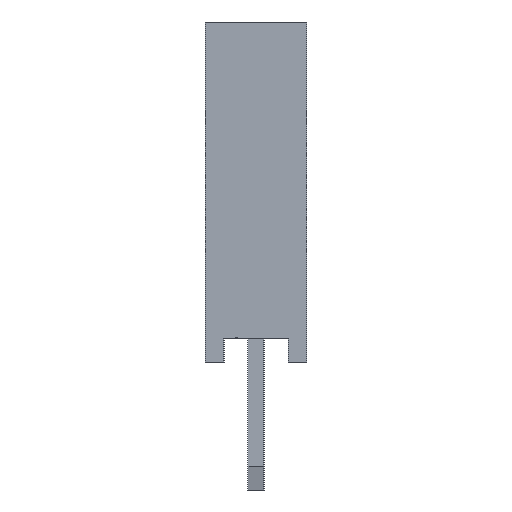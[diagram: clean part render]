
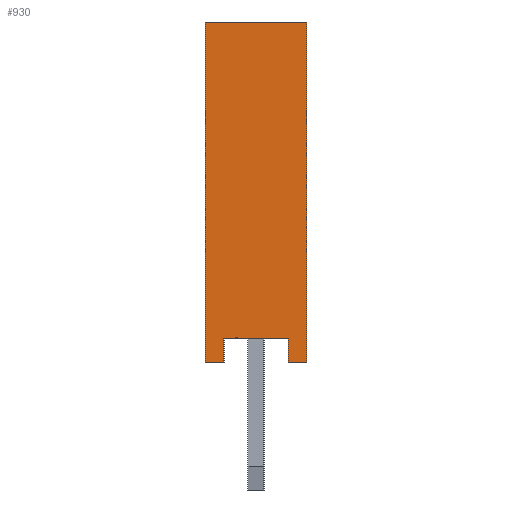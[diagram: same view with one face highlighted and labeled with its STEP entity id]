
A CAD part, left-side view. The second image highlights one B-rep face of the part: STEP entity #930.
In plain terms, the highlighted planar face has unit normal (-1, 0, 0).
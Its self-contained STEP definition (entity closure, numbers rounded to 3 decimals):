
#51 = VECTOR ( 'NONE', #19718, 1000. ) ;
#83 = CARTESIAN_POINT ( 'NONE',  ( -1.27, 0.47, 0. ) ) ;
#516 = CARTESIAN_POINT ( 'NONE',  ( -1.27, 2.07, 0. ) ) ;
#930 = ADVANCED_FACE ( 'NONE', ( #10509 ), #11048, .F. ) ;
#1036 = LINE ( 'NONE', #10564, #51 ) ;
#1381 = EDGE_LOOP ( 'NONE', ( #7305, #18179, #7370, #10492, #20072, #2840, #18021, #11746 ) ) ;
#1727 = DIRECTION ( 'NONE',  ( 0., 0., -1. ) ) ;
#1861 = EDGE_CURVE ( 'NONE', #18420, #15714, #4365, .T. ) ;
#1951 = LINE ( 'NONE', #7947, #2679 ) ;
#2527 = VECTOR ( 'NONE', #19185, 1000. ) ;
#2679 = VECTOR ( 'NONE', #12580, 1000. ) ;
#2754 = CARTESIAN_POINT ( 'NONE',  ( -1.27, 2.07, 0.6 ) ) ;
#2840 = ORIENTED_EDGE ( 'NONE', *, *, #18472, .F. ) ;
#3051 = CARTESIAN_POINT ( 'NONE',  ( -1.27, 2.54, 8.5 ) ) ;
#3408 = CARTESIAN_POINT ( 'NONE',  ( -1.27, 2.54, 8.5 ) ) ;
#3673 = DIRECTION ( 'NONE',  ( 0., 0., -1. ) ) ;
#3888 = VERTEX_POINT ( 'NONE', #2754 ) ;
#4090 = VECTOR ( 'NONE', #10916, 1000. ) ;
#4365 = LINE ( 'NONE', #3051, #4090 ) ;
#5563 = VERTEX_POINT ( 'NONE', #516 ) ;
#5896 = CARTESIAN_POINT ( 'NONE',  ( -1.27, 0., 0. ) ) ;
#6066 = VERTEX_POINT ( 'NONE', #11173 ) ;
#6237 = AXIS2_PLACEMENT_3D ( 'NONE', #18658, #17257, #1727 ) ;
#6401 = CARTESIAN_POINT ( 'NONE',  ( -1.27, 2.07, 0.6 ) ) ;
#6477 = VECTOR ( 'NONE', #3673, 1000. ) ;
#7269 = VERTEX_POINT ( 'NONE', #17102 ) ;
#7305 = ORIENTED_EDGE ( 'NONE', *, *, #16196, .T. ) ;
#7312 = EDGE_CURVE ( 'NONE', #3888, #5563, #17283, .T. ) ;
#7349 = VECTOR ( 'NONE', #18851, 1000. ) ;
#7370 = ORIENTED_EDGE ( 'NONE', *, *, #9191, .F. ) ;
#7944 = CARTESIAN_POINT ( 'NONE',  ( -1.27, 2.54, 0. ) ) ;
#7947 = CARTESIAN_POINT ( 'NONE',  ( -1.27, 0., 8.5 ) ) ;
#9191 = EDGE_CURVE ( 'NONE', #6066, #3888, #15661, .T. ) ;
#10492 = ORIENTED_EDGE ( 'NONE', *, *, #10941, .F. ) ;
#10509 = FACE_OUTER_BOUND ( 'NONE', #1381, .T. ) ;
#10564 = CARTESIAN_POINT ( 'NONE',  ( -1.27, 2.54, 0. ) ) ;
#10916 = DIRECTION ( 'NONE',  ( 0., -1., 0. ) ) ;
#10941 = EDGE_CURVE ( 'NONE', #12623, #6066, #13502, .T. ) ;
#11048 = PLANE ( 'NONE',  #6237 ) ;
#11173 = CARTESIAN_POINT ( 'NONE',  ( -1.27, 0.47, 0.6 ) ) ;
#11746 = ORIENTED_EDGE ( 'NONE', *, *, #19801, .T. ) ;
#12580 = DIRECTION ( 'NONE',  ( 0., 0., -1. ) ) ;
#12623 = VERTEX_POINT ( 'NONE', #83 ) ;
#13133 = VERTEX_POINT ( 'NONE', #5896 ) ;
#13502 = LINE ( 'NONE', #19304, #2527 ) ;
#14047 = DIRECTION ( 'NONE',  ( 0., 0., -1. ) ) ;
#14388 = VECTOR ( 'NONE', #14047, 1000. ) ;
#15268 = LINE ( 'NONE', #3408, #6477 ) ;
#15543 = VECTOR ( 'NONE', #18554, 1000. ) ;
#15661 = LINE ( 'NONE', #16077, #7349 ) ;
#15714 = VERTEX_POINT ( 'NONE', #17323 ) ;
#16077 = CARTESIAN_POINT ( 'NONE',  ( -1.27, 0.47, 0.6 ) ) ;
#16196 = EDGE_CURVE ( 'NONE', #7269, #5563, #1036, .T. ) ;
#17102 = CARTESIAN_POINT ( 'NONE',  ( -1.27, 2.54, 0. ) ) ;
#17257 = DIRECTION ( 'NONE',  ( 1., 0., 0. ) ) ;
#17283 = LINE ( 'NONE', #6401, #14388 ) ;
#17323 = CARTESIAN_POINT ( 'NONE',  ( -1.27, 0., 8.5 ) ) ;
#18021 = ORIENTED_EDGE ( 'NONE', *, *, #1861, .F. ) ;
#18179 = ORIENTED_EDGE ( 'NONE', *, *, #7312, .F. ) ;
#18420 = VERTEX_POINT ( 'NONE', #19750 ) ;
#18472 = EDGE_CURVE ( 'NONE', #15714, #13133, #1951, .T. ) ;
#18554 = DIRECTION ( 'NONE',  ( 0., -1., 0. ) ) ;
#18658 = CARTESIAN_POINT ( 'NONE',  ( -1.27, 2.54, 8.5 ) ) ;
#18851 = DIRECTION ( 'NONE',  ( 0., 1., 0. ) ) ;
#19185 = DIRECTION ( 'NONE',  ( 0., 0., 1. ) ) ;
#19304 = CARTESIAN_POINT ( 'NONE',  ( -1.27, 0.47, 0.6 ) ) ;
#19591 = EDGE_CURVE ( 'NONE', #12623, #13133, #19632, .T. ) ;
#19632 = LINE ( 'NONE', #7944, #15543 ) ;
#19718 = DIRECTION ( 'NONE',  ( 0., -1., 0. ) ) ;
#19750 = CARTESIAN_POINT ( 'NONE',  ( -1.27, 2.54, 8.5 ) ) ;
#19801 = EDGE_CURVE ( 'NONE', #18420, #7269, #15268, .T. ) ;
#20072 = ORIENTED_EDGE ( 'NONE', *, *, #19591, .T. ) ;
